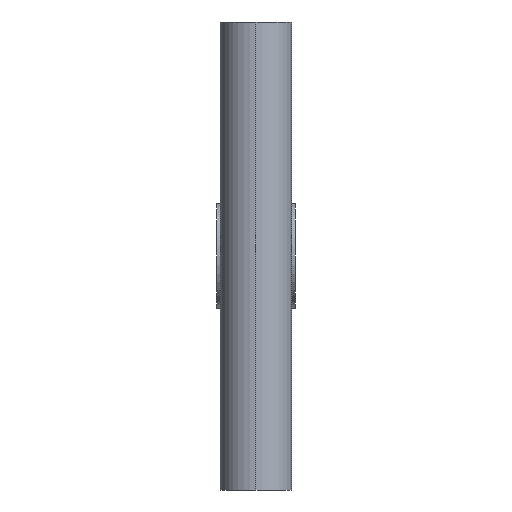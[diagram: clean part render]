
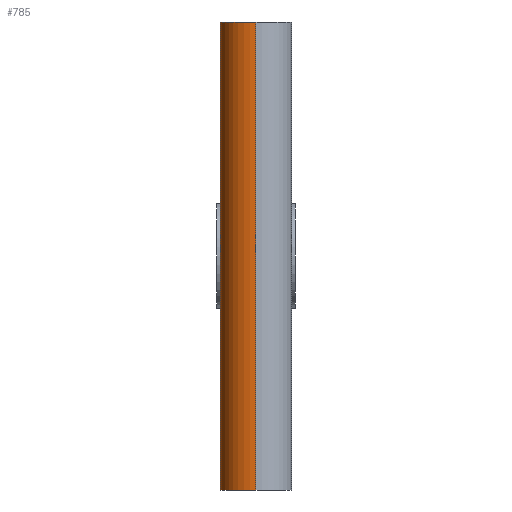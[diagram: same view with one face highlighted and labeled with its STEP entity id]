
A CAD part, left-side view. The second image highlights one B-rep face of the part: STEP entity #785.
In plain terms, the highlighted cylindrical face has radius 34.608 mm (diameter 69.215 mm), a partial arc.
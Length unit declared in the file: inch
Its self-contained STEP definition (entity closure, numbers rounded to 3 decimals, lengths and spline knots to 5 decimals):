
#12 = VERTEX_POINT ( 'NONE', #483 ) ;
#16 = ORIENTED_EDGE ( 'NONE', *, *, #824, .F. ) ;
#18 = DIRECTION ( 'NONE',  ( 0., 0., -1. ) ) ;
#22 = DIRECTION ( 'NONE',  ( 0., 0., -1. ) ) ;
#26 = CARTESIAN_POINT ( 'NONE',  ( 1.3625, 0., 8.9 ) ) ;
#28 = VECTOR ( 'NONE', #286, 39.37008 ) ;
#32 = CARTESIAN_POINT ( 'NONE',  ( 0.92542, 1., -0.5 ) ) ;
#37 = CARTESIAN_POINT ( 'NONE',  ( -1.3625, 0., -8.9 ) ) ;
#38 = EDGE_LOOP ( 'NONE', ( #811, #702, #772, #592, #16, #729, #537, #53 ) ) ;
#40 = VECTOR ( 'NONE', #18, 39.37008 ) ;
#53 = ORIENTED_EDGE ( 'NONE', *, *, #297, .F. ) ;
#60 = EDGE_CURVE ( 'NONE', #291, #421, #543, .T. ) ;
#72 = CARTESIAN_POINT ( 'NONE',  ( 1.3625, 0., 8.9 ) ) ;
#80 = CARTESIAN_POINT ( 'NONE',  ( 0., 0., 0.5 ) ) ;
#108 = EDGE_CURVE ( 'NONE', #159, #329, #383, .T. ) ;
#113 = DIRECTION ( 'NONE',  ( 1., 0., 0. ) ) ;
#132 = DIRECTION ( 'NONE',  ( 0., 0., -1. ) ) ;
#155 = CARTESIAN_POINT ( 'NONE',  ( 0.92542, 1., 8.9 ) ) ;
#159 = VERTEX_POINT ( 'NONE', #72 ) ;
#165 = CARTESIAN_POINT ( 'NONE',  ( 0., 0., 8.9 ) ) ;
#173 = FACE_OUTER_BOUND ( 'NONE', #38, .T. ) ;
#180 = DIRECTION ( 'NONE',  ( 0., -1., 0. ) ) ;
#210 = CARTESIAN_POINT ( 'NONE',  ( -1.3625, 0., 8.9 ) ) ;
#212 = EDGE_CURVE ( 'NONE', #159, #578, #517, .T. ) ;
#256 = CARTESIAN_POINT ( 'NONE',  ( 0., 0., 8.9 ) ) ;
#273 = EDGE_CURVE ( 'NONE', #12, #291, #595, .T. ) ;
#286 = DIRECTION ( 'NONE',  ( 0., 0., -1. ) ) ;
#291 = VERTEX_POINT ( 'NONE', #605 ) ;
#297 = EDGE_CURVE ( 'NONE', #578, #421, #536, .T. ) ;
#317 = DIRECTION ( 'NONE',  ( 0., 1., 0. ) ) ;
#327 = AXIS2_PLACEMENT_3D ( 'NONE', #165, #413, #671 ) ;
#328 = DIRECTION ( 'NONE',  ( 0., 0., 1. ) ) ;
#329 = VERTEX_POINT ( 'NONE', #665 ) ;
#338 = AXIS2_PLACEMENT_3D ( 'NONE', #551, #694, #180 ) ;
#356 = EDGE_CURVE ( 'NONE', #446, #716, #466, .T. ) ;
#383 = LINE ( 'NONE', #506, #746 ) ;
#403 = CARTESIAN_POINT ( 'NONE',  ( -1.3625, 0., 8.9 ) ) ;
#413 = DIRECTION ( 'NONE',  ( 0., 0., -1. ) ) ;
#421 = VERTEX_POINT ( 'NONE', #37 ) ;
#426 = CARTESIAN_POINT ( 'NONE',  ( 0., 0., -8.9 ) ) ;
#446 = VERTEX_POINT ( 'NONE', #763 ) ;
#466 = LINE ( 'NONE', #155, #40 ) ;
#473 = CYLINDRICAL_SURFACE ( 'NONE', #327, 1.3625 ) ;
#479 = VECTOR ( 'NONE', #22, 39.37008 ) ;
#483 = CARTESIAN_POINT ( 'NONE',  ( 1.3625, 0., -0.5 ) ) ;
#506 = CARTESIAN_POINT ( 'NONE',  ( 1.3625, 0., 8.9 ) ) ;
#511 = EDGE_CURVE ( 'NONE', #446, #329, #521, .T. ) ;
#517 = CIRCLE ( 'NONE', #707, 1.3625 ) ;
#521 = CIRCLE ( 'NONE', #628, 1.3625 ) ;
#536 = LINE ( 'NONE', #403, #479 ) ;
#537 = ORIENTED_EDGE ( 'NONE', *, *, #60, .T. ) ;
#543 = CIRCLE ( 'NONE', #759, 1.3625 ) ;
#551 = CARTESIAN_POINT ( 'NONE',  ( 0., 0., -0.5 ) ) ;
#578 = VERTEX_POINT ( 'NONE', #210 ) ;
#592 = ORIENTED_EDGE ( 'NONE', *, *, #356, .T. ) ;
#595 = LINE ( 'NONE', #26, #28 ) ;
#605 = CARTESIAN_POINT ( 'NONE',  ( 1.3625, 0., -8.9 ) ) ;
#619 = CIRCLE ( 'NONE', #338, 1.3625 ) ;
#628 = AXIS2_PLACEMENT_3D ( 'NONE', #80, #132, #317 ) ;
#665 = CARTESIAN_POINT ( 'NONE',  ( 1.3625, 0., 0.5 ) ) ;
#671 = DIRECTION ( 'NONE',  ( -1., 0., 0. ) ) ;
#686 = DIRECTION ( 'NONE',  ( 0., 0., 1. ) ) ;
#694 = DIRECTION ( 'NONE',  ( 0., 0., 1. ) ) ;
#702 = ORIENTED_EDGE ( 'NONE', *, *, #108, .T. ) ;
#707 = AXIS2_PLACEMENT_3D ( 'NONE', #256, #328, #771 ) ;
#716 = VERTEX_POINT ( 'NONE', #32 ) ;
#729 = ORIENTED_EDGE ( 'NONE', *, *, #273, .T. ) ;
#746 = VECTOR ( 'NONE', #764, 39.37008 ) ;
#759 = AXIS2_PLACEMENT_3D ( 'NONE', #426, #686, #113 ) ;
#763 = CARTESIAN_POINT ( 'NONE',  ( 0.92542, 1., 0.5 ) ) ;
#764 = DIRECTION ( 'NONE',  ( 0., 0., -1. ) ) ;
#771 = DIRECTION ( 'NONE',  ( 1., 0., 0. ) ) ;
#772 = ORIENTED_EDGE ( 'NONE', *, *, #511, .F. ) ;
#785 = ADVANCED_FACE ( 'NONE', ( #173 ), #473, .T. ) ;
#811 = ORIENTED_EDGE ( 'NONE', *, *, #212, .F. ) ;
#824 = EDGE_CURVE ( 'NONE', #12, #716, #619, .T. ) ;
